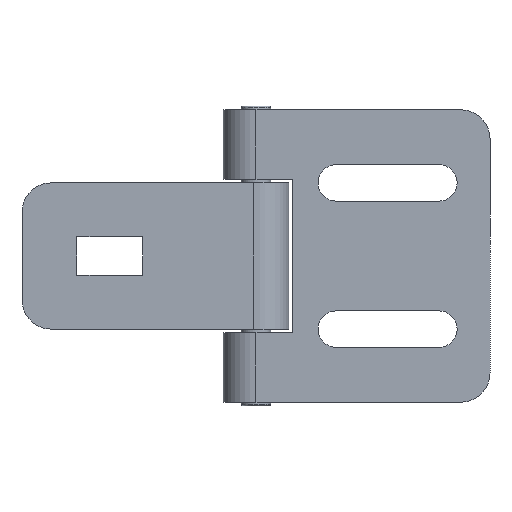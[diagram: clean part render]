
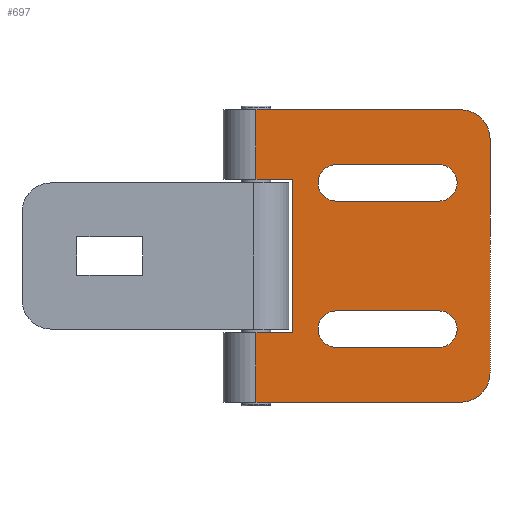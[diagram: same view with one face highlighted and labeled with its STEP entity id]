
A CAD part, front view. The second image highlights one B-rep face of the part: STEP entity #697.
In plain terms, the highlighted planar face has unit normal (0, -1, 0).
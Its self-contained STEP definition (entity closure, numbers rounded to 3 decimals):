
#51=FACE_BOUND('',#114,.T.);
#52=FACE_BOUND('',#115,.T.);
#53=FACE_BOUND('',#116,.T.);
#114=EDGE_LOOP('',(#503,#504,#505,#506));
#115=EDGE_LOOP('',(#507,#508,#509,#510));
#116=EDGE_LOOP('',(#511,#512,#513,#514,#515,#516,#517,#518,#519,#520));
#171=CIRCLE('',#751,2.5);
#172=CIRCLE('',#752,2.5);
#173=CIRCLE('',#753,2.5);
#174=CIRCLE('',#754,2.5);
#175=CIRCLE('',#755,4.);
#176=CIRCLE('',#756,4.);
#199=LINE('',#1045,#261);
#201=LINE('',#1056,#263);
#204=LINE('',#1062,#266);
#206=LINE('',#1068,#268);
#207=LINE('',#1071,#269);
#209=LINE('',#1080,#271);
#210=LINE('',#1083,#272);
#211=LINE('',#1088,#273);
#212=LINE('',#1091,#274);
#213=LINE('',#1093,#275);
#214=LINE('',#1097,#276);
#215=LINE('',#1100,#277);
#261=VECTOR('',#823,5.);
#263=VECTOR('',#833,5.);
#266=VECTOR('',#840,21.);
#268=VECTOR('',#846,9.5);
#269=VECTOR('',#849,9.5);
#271=VECTOR('',#857,14.);
#272=VECTOR('',#860,14.);
#273=VECTOR('',#863,14.);
#274=VECTOR('',#866,14.);
#275=VECTOR('',#867,28.);
#276=VECTOR('',#870,32.);
#277=VECTOR('',#873,28.);
#323=VERTEX_POINT('',#1042);
#324=VERTEX_POINT('',#1044);
#328=VERTEX_POINT('',#1053);
#329=VERTEX_POINT('',#1055);
#332=VERTEX_POINT('',#1066);
#333=VERTEX_POINT('',#1070);
#335=VERTEX_POINT('',#1076);
#336=VERTEX_POINT('',#1077);
#337=VERTEX_POINT('',#1079);
#338=VERTEX_POINT('',#1081);
#339=VERTEX_POINT('',#1084);
#340=VERTEX_POINT('',#1085);
#341=VERTEX_POINT('',#1087);
#342=VERTEX_POINT('',#1089);
#343=VERTEX_POINT('',#1092);
#344=VERTEX_POINT('',#1094);
#345=VERTEX_POINT('',#1096);
#346=VERTEX_POINT('',#1098);
#389=EDGE_CURVE('',#324,#323,#199,.T.);
#394=EDGE_CURVE('',#329,#328,#201,.T.);
#398=EDGE_CURVE('',#323,#329,#204,.T.);
#401=EDGE_CURVE('',#332,#328,#206,.T.);
#402=EDGE_CURVE('',#324,#333,#207,.T.);
#405=EDGE_CURVE('',#335,#336,#171,.T.);
#406=EDGE_CURVE('',#336,#337,#209,.T.);
#407=EDGE_CURVE('',#337,#338,#172,.T.);
#408=EDGE_CURVE('',#338,#335,#210,.T.);
#409=EDGE_CURVE('',#339,#340,#173,.T.);
#410=EDGE_CURVE('',#340,#341,#211,.T.);
#411=EDGE_CURVE('',#341,#342,#174,.T.);
#412=EDGE_CURVE('',#342,#339,#212,.T.);
#413=EDGE_CURVE('',#332,#343,#213,.T.);
#414=EDGE_CURVE('',#344,#343,#175,.T.);
#415=EDGE_CURVE('',#344,#345,#214,.T.);
#416=EDGE_CURVE('',#346,#345,#176,.T.);
#417=EDGE_CURVE('',#346,#333,#215,.T.);
#503=ORIENTED_EDGE('',*,*,#405,.T.);
#504=ORIENTED_EDGE('',*,*,#406,.T.);
#505=ORIENTED_EDGE('',*,*,#407,.T.);
#506=ORIENTED_EDGE('',*,*,#408,.T.);
#507=ORIENTED_EDGE('',*,*,#409,.T.);
#508=ORIENTED_EDGE('',*,*,#410,.T.);
#509=ORIENTED_EDGE('',*,*,#411,.T.);
#510=ORIENTED_EDGE('',*,*,#412,.T.);
#511=ORIENTED_EDGE('',*,*,#389,.T.);
#512=ORIENTED_EDGE('',*,*,#398,.T.);
#513=ORIENTED_EDGE('',*,*,#394,.T.);
#514=ORIENTED_EDGE('',*,*,#401,.F.);
#515=ORIENTED_EDGE('',*,*,#413,.T.);
#516=ORIENTED_EDGE('',*,*,#414,.F.);
#517=ORIENTED_EDGE('',*,*,#415,.T.);
#518=ORIENTED_EDGE('',*,*,#416,.F.);
#519=ORIENTED_EDGE('',*,*,#417,.T.);
#520=ORIENTED_EDGE('',*,*,#402,.F.);
#672=PLANE('',#750);
#697=ADVANCED_FACE('',(#51,#52,#53),#672,.T.);
#750=AXIS2_PLACEMENT_3D('',#1075,#853,#854);
#751=AXIS2_PLACEMENT_3D('',#1078,#855,#856);
#752=AXIS2_PLACEMENT_3D('',#1082,#858,#859);
#753=AXIS2_PLACEMENT_3D('',#1086,#861,#862);
#754=AXIS2_PLACEMENT_3D('',#1090,#864,#865);
#755=AXIS2_PLACEMENT_3D('',#1095,#868,#869);
#756=AXIS2_PLACEMENT_3D('',#1099,#871,#872);
#823=DIRECTION('',(1.,0.,0.));
#833=DIRECTION('',(-1.,0.,0.));
#840=DIRECTION('',(0.,0.,-1.));
#846=DIRECTION('',(0.,0.,1.));
#849=DIRECTION('',(0.,0.,1.));
#853=DIRECTION('center_axis',(0.,-1.,0.));
#854=DIRECTION('ref_axis',(0.,0.,-1.));
#855=DIRECTION('center_axis',(0.,1.,0.));
#856=DIRECTION('ref_axis',(0.,0.,-1.));
#857=DIRECTION('',(-1.,0.,0.));
#858=DIRECTION('center_axis',(0.,1.,0.));
#859=DIRECTION('ref_axis',(0.,0.,1.));
#860=DIRECTION('',(1.,0.,0.));
#861=DIRECTION('center_axis',(0.,1.,0.));
#862=DIRECTION('ref_axis',(0.,0.,-1.));
#863=DIRECTION('',(1.,0.,0.));
#864=DIRECTION('center_axis',(0.,1.,0.));
#865=DIRECTION('ref_axis',(0.,0.,1.));
#866=DIRECTION('',(-1.,0.,0.));
#867=DIRECTION('',(1.,0.,0.));
#868=DIRECTION('center_axis',(0.,1.,0.));
#869=DIRECTION('ref_axis',(0.707,0.,-0.707));
#870=DIRECTION('',(0.,0.,1.));
#871=DIRECTION('center_axis',(0.,1.,0.));
#872=DIRECTION('ref_axis',(0.707,0.,0.707));
#873=DIRECTION('',(-1.,0.,0.));
#1042=CARTESIAN_POINT('',(5.91,-4.5,30.5));
#1044=CARTESIAN_POINT('',(0.91,-4.5,30.5));
#1045=CARTESIAN_POINT('',(19.41,-4.5,30.5));
#1053=CARTESIAN_POINT('',(0.91,-4.5,9.5));
#1055=CARTESIAN_POINT('',(5.91,-4.5,9.5));
#1056=CARTESIAN_POINT('',(13.469,-4.5,9.5));
#1062=CARTESIAN_POINT('',(5.91,-4.5,4.75));
#1066=CARTESIAN_POINT('',(0.91,-4.5,0.));
#1068=CARTESIAN_POINT('',(0.91,-4.5,0.));
#1070=CARTESIAN_POINT('',(0.91,-4.5,40.));
#1071=CARTESIAN_POINT('',(0.91,-4.5,0.));
#1075=CARTESIAN_POINT('Origin',(32.91,-4.5,0.));
#1076=CARTESIAN_POINT('',(25.91,-4.5,32.5));
#1077=CARTESIAN_POINT('',(25.91,-4.5,27.5));
#1078=CARTESIAN_POINT('Origin',(25.91,-4.5,30.));
#1079=CARTESIAN_POINT('',(11.91,-4.5,27.5));
#1080=CARTESIAN_POINT('',(29.41,-4.5,27.5));
#1081=CARTESIAN_POINT('',(11.91,-4.5,32.5));
#1082=CARTESIAN_POINT('Origin',(11.91,-4.5,30.));
#1083=CARTESIAN_POINT('',(22.41,-4.5,32.5));
#1084=CARTESIAN_POINT('',(11.91,-4.5,7.5));
#1085=CARTESIAN_POINT('',(11.91,-4.5,12.5));
#1086=CARTESIAN_POINT('Origin',(11.91,-4.5,10.));
#1087=CARTESIAN_POINT('',(25.91,-4.5,12.5));
#1088=CARTESIAN_POINT('',(22.41,-4.5,12.5));
#1089=CARTESIAN_POINT('',(25.91,-4.5,7.5));
#1090=CARTESIAN_POINT('Origin',(25.91,-4.5,10.));
#1091=CARTESIAN_POINT('',(29.41,-4.5,7.5));
#1092=CARTESIAN_POINT('',(28.91,-4.5,0.));
#1093=CARTESIAN_POINT('',(0.91,-4.5,0.));
#1094=CARTESIAN_POINT('',(32.91,-4.5,4.));
#1095=CARTESIAN_POINT('Origin',(28.91,-4.5,4.));
#1096=CARTESIAN_POINT('',(32.91,-4.5,36.));
#1097=CARTESIAN_POINT('',(32.91,-4.5,0.));
#1098=CARTESIAN_POINT('',(28.91,-4.5,40.));
#1099=CARTESIAN_POINT('Origin',(28.91,-4.5,36.));
#1100=CARTESIAN_POINT('',(0.91,-4.5,40.));
